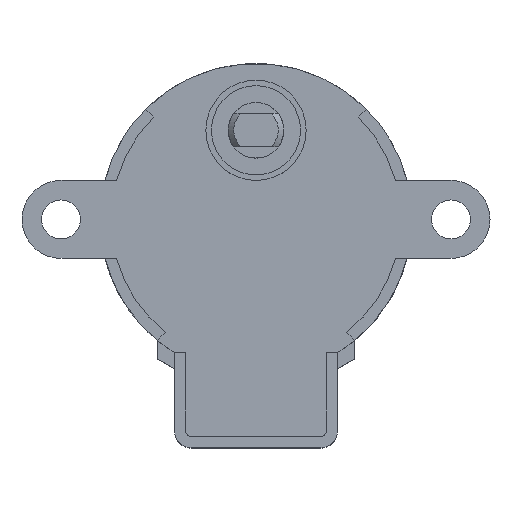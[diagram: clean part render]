
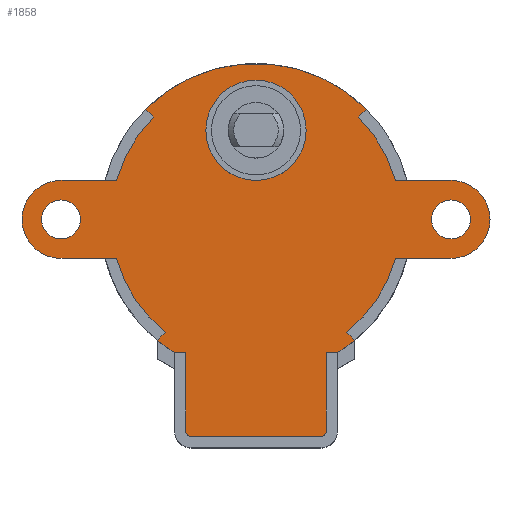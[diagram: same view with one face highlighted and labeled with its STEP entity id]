
A CAD part, top view. The second image highlights one B-rep face of the part: STEP entity #1858.
In plain terms, the highlighted planar face has unit normal (0, 0, 1).
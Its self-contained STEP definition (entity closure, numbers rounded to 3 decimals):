
#67=FACE_BOUND('',#368,.T.);
#68=FACE_BOUND('',#369,.T.);
#69=FACE_BOUND('',#370,.T.);
#136=CIRCLE('',#2014,4.5);
#138=CIRCLE('',#2017,1.75);
#140=CIRCLE('',#2020,1.75);
#141=CIRCLE('',#2023,13.);
#143=CIRCLE('',#2027,3.5);
#145=CIRCLE('',#2031,13.);
#147=CIRCLE('',#2035,14.);
#149=CIRCLE('',#2040,0.5);
#151=CIRCLE('',#2044,0.5);
#153=CIRCLE('',#2049,14.);
#155=CIRCLE('',#2053,13.);
#157=CIRCLE('',#2057,3.5);
#159=CIRCLE('',#2061,13.);
#161=CIRCLE('',#2065,14.);
#262=FACE_OUTER_BOUND('',#367,.T.);
#367=EDGE_LOOP('',(#1640,#1641,#1642,#1643,#1644,#1645,#1646,#1647,#1648,
#1649,#1650,#1651,#1652,#1653,#1654,#1655,#1656,#1657,#1658,#1659,#1660,
#1661,#1662,#1663));
#368=EDGE_LOOP('',(#1664));
#369=EDGE_LOOP('',(#1665));
#370=EDGE_LOOP('',(#1666));
#497=LINE('',#3035,#669);
#502=LINE('',#3049,#674);
#506=LINE('',#3061,#678);
#510=LINE('',#3073,#682);
#514=LINE('',#3085,#686);
#517=LINE('',#3091,#689);
#521=LINE('',#3103,#693);
#525=LINE('',#3115,#697);
#528=LINE('',#3121,#700);
#532=LINE('',#3133,#704);
#536=LINE('',#3145,#708);
#540=LINE('',#3157,#712);
#544=LINE('',#3169,#716);
#669=VECTOR('',#2481,10.);
#674=VECTOR('',#2494,10.);
#678=VECTOR('',#2506,10.);
#682=VECTOR('',#2518,10.);
#686=VECTOR('',#2530,10.);
#689=VECTOR('',#2535,10.);
#693=VECTOR('',#2547,10.);
#697=VECTOR('',#2559,10.);
#700=VECTOR('',#2564,10.);
#704=VECTOR('',#2576,10.);
#708=VECTOR('',#2588,10.);
#712=VECTOR('',#2600,10.);
#716=VECTOR('',#2612,10.);
#843=VERTEX_POINT('',#3017);
#845=VERTEX_POINT('',#3023);
#847=VERTEX_POINT('',#3029);
#848=VERTEX_POINT('',#3033);
#849=VERTEX_POINT('',#3034);
#852=VERTEX_POINT('',#3042);
#854=VERTEX_POINT('',#3048);
#856=VERTEX_POINT('',#3054);
#858=VERTEX_POINT('',#3060);
#860=VERTEX_POINT('',#3066);
#862=VERTEX_POINT('',#3072);
#864=VERTEX_POINT('',#3078);
#866=VERTEX_POINT('',#3084);
#868=VERTEX_POINT('',#3090);
#870=VERTEX_POINT('',#3096);
#872=VERTEX_POINT('',#3102);
#874=VERTEX_POINT('',#3108);
#876=VERTEX_POINT('',#3114);
#878=VERTEX_POINT('',#3120);
#880=VERTEX_POINT('',#3126);
#882=VERTEX_POINT('',#3132);
#884=VERTEX_POINT('',#3138);
#886=VERTEX_POINT('',#3144);
#888=VERTEX_POINT('',#3150);
#890=VERTEX_POINT('',#3156);
#892=VERTEX_POINT('',#3162);
#894=VERTEX_POINT('',#3168);
#1083=EDGE_CURVE('',#843,#843,#136,.T.);
#1086=EDGE_CURVE('',#845,#845,#138,.T.);
#1089=EDGE_CURVE('',#847,#847,#140,.T.);
#1090=EDGE_CURVE('',#848,#849,#497,.T.);
#1094=EDGE_CURVE('',#848,#852,#141,.T.);
#1097=EDGE_CURVE('',#854,#852,#502,.T.);
#1100=EDGE_CURVE('',#854,#856,#143,.T.);
#1103=EDGE_CURVE('',#856,#858,#506,.T.);
#1106=EDGE_CURVE('',#858,#860,#145,.T.);
#1109=EDGE_CURVE('',#862,#860,#510,.T.);
#1112=EDGE_CURVE('',#862,#864,#147,.T.);
#1115=EDGE_CURVE('',#864,#866,#514,.T.);
#1118=EDGE_CURVE('',#866,#868,#517,.T.);
#1121=EDGE_CURVE('',#868,#870,#149,.T.);
#1124=EDGE_CURVE('',#870,#872,#521,.T.);
#1127=EDGE_CURVE('',#872,#874,#151,.T.);
#1130=EDGE_CURVE('',#874,#876,#525,.T.);
#1133=EDGE_CURVE('',#876,#878,#528,.T.);
#1136=EDGE_CURVE('',#878,#880,#153,.T.);
#1139=EDGE_CURVE('',#882,#880,#532,.T.);
#1142=EDGE_CURVE('',#882,#884,#155,.T.);
#1145=EDGE_CURVE('',#886,#884,#536,.T.);
#1148=EDGE_CURVE('',#886,#888,#157,.T.);
#1151=EDGE_CURVE('',#888,#890,#540,.T.);
#1154=EDGE_CURVE('',#890,#892,#159,.T.);
#1157=EDGE_CURVE('',#894,#892,#544,.T.);
#1160=EDGE_CURVE('',#894,#849,#161,.T.);
#1640=ORIENTED_EDGE('',*,*,#1160,.T.);
#1641=ORIENTED_EDGE('',*,*,#1090,.F.);
#1642=ORIENTED_EDGE('',*,*,#1094,.T.);
#1643=ORIENTED_EDGE('',*,*,#1097,.F.);
#1644=ORIENTED_EDGE('',*,*,#1100,.T.);
#1645=ORIENTED_EDGE('',*,*,#1103,.T.);
#1646=ORIENTED_EDGE('',*,*,#1106,.T.);
#1647=ORIENTED_EDGE('',*,*,#1109,.F.);
#1648=ORIENTED_EDGE('',*,*,#1112,.T.);
#1649=ORIENTED_EDGE('',*,*,#1115,.T.);
#1650=ORIENTED_EDGE('',*,*,#1118,.T.);
#1651=ORIENTED_EDGE('',*,*,#1121,.T.);
#1652=ORIENTED_EDGE('',*,*,#1124,.T.);
#1653=ORIENTED_EDGE('',*,*,#1127,.T.);
#1654=ORIENTED_EDGE('',*,*,#1130,.T.);
#1655=ORIENTED_EDGE('',*,*,#1133,.T.);
#1656=ORIENTED_EDGE('',*,*,#1136,.T.);
#1657=ORIENTED_EDGE('',*,*,#1139,.F.);
#1658=ORIENTED_EDGE('',*,*,#1142,.T.);
#1659=ORIENTED_EDGE('',*,*,#1145,.F.);
#1660=ORIENTED_EDGE('',*,*,#1148,.T.);
#1661=ORIENTED_EDGE('',*,*,#1151,.T.);
#1662=ORIENTED_EDGE('',*,*,#1154,.T.);
#1663=ORIENTED_EDGE('',*,*,#1157,.F.);
#1664=ORIENTED_EDGE('',*,*,#1089,.T.);
#1665=ORIENTED_EDGE('',*,*,#1086,.T.);
#1666=ORIENTED_EDGE('',*,*,#1083,.T.);
#1757=PLANE('',#2067);
#1858=ADVANCED_FACE('',(#262,#67,#68,#69),#1757,.T.);
#2014=AXIS2_PLACEMENT_3D('',#3019,#2463,#2464);
#2017=AXIS2_PLACEMENT_3D('',#3025,#2470,#2471);
#2020=AXIS2_PLACEMENT_3D('',#3031,#2477,#2478);
#2023=AXIS2_PLACEMENT_3D('',#3043,#2487,#2488);
#2027=AXIS2_PLACEMENT_3D('',#3055,#2499,#2500);
#2031=AXIS2_PLACEMENT_3D('',#3067,#2511,#2512);
#2035=AXIS2_PLACEMENT_3D('',#3079,#2523,#2524);
#2040=AXIS2_PLACEMENT_3D('',#3097,#2540,#2541);
#2044=AXIS2_PLACEMENT_3D('',#3109,#2552,#2553);
#2049=AXIS2_PLACEMENT_3D('',#3127,#2569,#2570);
#2053=AXIS2_PLACEMENT_3D('',#3139,#2581,#2582);
#2057=AXIS2_PLACEMENT_3D('',#3151,#2593,#2594);
#2061=AXIS2_PLACEMENT_3D('',#3163,#2605,#2606);
#2065=AXIS2_PLACEMENT_3D('',#3174,#2617,#2618);
#2067=AXIS2_PLACEMENT_3D('',#3176,#2621,#2622);
#2463=DIRECTION('center_axis',(0.,0.,-1.));
#2464=DIRECTION('ref_axis',(-1.,0.,0.));
#2470=DIRECTION('center_axis',(0.,0.,-1.));
#2471=DIRECTION('ref_axis',(-1.,0.,0.));
#2477=DIRECTION('center_axis',(0.,0.,-1.));
#2478=DIRECTION('ref_axis',(-1.,0.,0.));
#2481=DIRECTION('',(-0.707,0.707,0.));
#2487=DIRECTION('center_axis',(0.,0.,1.));
#2488=DIRECTION('ref_axis',(0.981,0.192,0.));
#2494=DIRECTION('',(1.,0.,0.));
#2499=DIRECTION('center_axis',(0.,0.,1.));
#2500=DIRECTION('ref_axis',(0.,1.,0.));
#2506=DIRECTION('',(1.,0.,0.));
#2511=DIRECTION('center_axis',(0.,0.,1.));
#2512=DIRECTION('ref_axis',(-0.981,-0.192,0.));
#2518=DIRECTION('',(0.707,0.707,0.));
#2523=DIRECTION('center_axis',(0.,0.,1.));
#2524=DIRECTION('ref_axis',(-0.968,-0.25,0.));
#2530=DIRECTION('',(1.,0.,0.));
#2535=DIRECTION('',(0.,-1.,0.));
#2540=DIRECTION('center_axis',(0.,0.,1.));
#2541=DIRECTION('ref_axis',(-1.,0.,0.));
#2547=DIRECTION('',(1.,0.,0.));
#2552=DIRECTION('center_axis',(0.,0.,1.));
#2553=DIRECTION('ref_axis',(0.,-1.,0.));
#2559=DIRECTION('',(0.,1.,0.));
#2564=DIRECTION('',(1.,0.,0.));
#2569=DIRECTION('center_axis',(0.,0.,1.));
#2570=DIRECTION('ref_axis',(0.521,-0.853,0.));
#2576=DIRECTION('',(0.707,-0.707,0.));
#2581=DIRECTION('center_axis',(0.,0.,1.));
#2582=DIRECTION('ref_axis',(0.485,-0.875,0.));
#2588=DIRECTION('',(-1.,0.,0.));
#2593=DIRECTION('center_axis',(0.,0.,1.));
#2594=DIRECTION('ref_axis',(0.,-1.,0.));
#2600=DIRECTION('',(-1.,0.,0.));
#2605=DIRECTION('center_axis',(0.,0.,1.));
#2606=DIRECTION('ref_axis',(0.981,0.192,0.));
#2612=DIRECTION('',(-0.707,-0.707,0.));
#2617=DIRECTION('center_axis',(0.,0.,1.));
#2618=DIRECTION('ref_axis',(0.968,0.25,0.));
#2621=DIRECTION('center_axis',(0.,0.,1.));
#2622=DIRECTION('ref_axis',(-1.,0.,0.));
#3017=CARTESIAN_POINT('',(4.5,8.,0.));
#3019=CARTESIAN_POINT('Origin',(0.,8.,0.));
#3023=CARTESIAN_POINT('',(19.25,0.,0.));
#3025=CARTESIAN_POINT('Origin',(17.5,0.,0.));
#3029=CARTESIAN_POINT('',(-15.75,0.,0.));
#3031=CARTESIAN_POINT('Origin',(-17.5,0.,0.));
#3033=CARTESIAN_POINT('',(-9.192,9.192,0.));
#3034=CARTESIAN_POINT('',(-9.899,9.899,0.));
#3035=CARTESIAN_POINT('',(-5.,5.,0.));
#3042=CARTESIAN_POINT('',(-12.52,3.5,0.));
#3043=CARTESIAN_POINT('Origin',(0.,0.,0.));
#3048=CARTESIAN_POINT('',(-17.5,3.5,0.));
#3049=CARTESIAN_POINT('',(-13.555,3.5,0.));
#3054=CARTESIAN_POINT('',(-17.5,-3.5,0.));
#3055=CARTESIAN_POINT('Origin',(-17.5,0.,0.));
#3060=CARTESIAN_POINT('',(-12.52,-3.5,0.));
#3061=CARTESIAN_POINT('',(-17.5,-3.5,0.));
#3066=CARTESIAN_POINT('',(-8.138,-10.138,0.));
#3067=CARTESIAN_POINT('Origin',(0.,0.,0.));
#3072=CARTESIAN_POINT('',(-8.849,-10.849,0.));
#3073=CARTESIAN_POINT('',(-10.,-12.,0.));
#3078=CARTESIAN_POINT('',(-7.3,-11.946,0.));
#3079=CARTESIAN_POINT('Origin',(0.,0.,0.));
#3084=CARTESIAN_POINT('',(-6.3,-11.946,0.));
#3085=CARTESIAN_POINT('',(-7.3,-11.946,0.));
#3090=CARTESIAN_POINT('',(-6.3,-19.,0.));
#3091=CARTESIAN_POINT('',(-6.3,-11.371,0.));
#3096=CARTESIAN_POINT('',(-5.8,-19.5,0.));
#3097=CARTESIAN_POINT('Origin',(-5.8,-19.,0.));
#3102=CARTESIAN_POINT('',(5.8,-19.5,0.));
#3103=CARTESIAN_POINT('',(-5.8,-19.5,0.));
#3108=CARTESIAN_POINT('',(6.3,-19.,0.));
#3109=CARTESIAN_POINT('Origin',(5.8,-19.,0.));
#3114=CARTESIAN_POINT('',(6.3,-11.946,0.));
#3115=CARTESIAN_POINT('',(6.3,-19.,0.));
#3120=CARTESIAN_POINT('',(7.3,-11.946,0.));
#3121=CARTESIAN_POINT('',(-7.3,-11.946,0.));
#3126=CARTESIAN_POINT('',(8.849,-10.849,0.));
#3127=CARTESIAN_POINT('Origin',(0.,0.,0.));
#3132=CARTESIAN_POINT('',(8.138,-10.138,0.));
#3133=CARTESIAN_POINT('',(5.,-7.,0.));
#3138=CARTESIAN_POINT('',(12.52,-3.5,0.));
#3139=CARTESIAN_POINT('Origin',(0.,0.,0.));
#3144=CARTESIAN_POINT('',(17.5,-3.5,0.));
#3145=CARTESIAN_POINT('',(13.555,-3.5,0.));
#3150=CARTESIAN_POINT('',(17.5,3.5,0.));
#3151=CARTESIAN_POINT('Origin',(17.5,0.,0.));
#3156=CARTESIAN_POINT('',(12.52,3.5,0.));
#3157=CARTESIAN_POINT('',(17.5,3.5,0.));
#3162=CARTESIAN_POINT('',(9.192,9.192,0.));
#3163=CARTESIAN_POINT('Origin',(0.,0.,0.));
#3168=CARTESIAN_POINT('',(9.899,9.899,0.));
#3169=CARTESIAN_POINT('',(12.5,12.5,0.));
#3174=CARTESIAN_POINT('Origin',(0.,0.,0.));
#3176=CARTESIAN_POINT('Origin',(0.,-2.75,0.));
